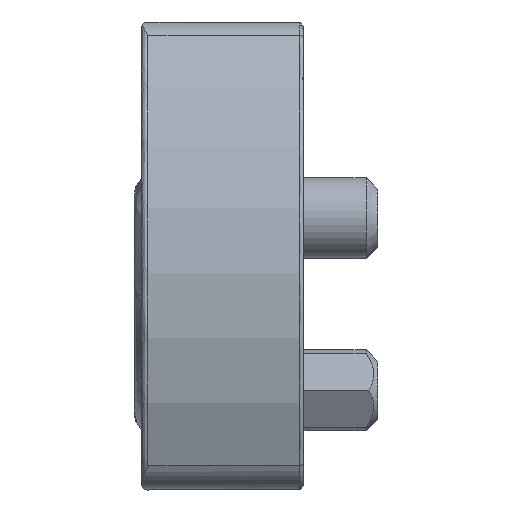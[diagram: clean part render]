
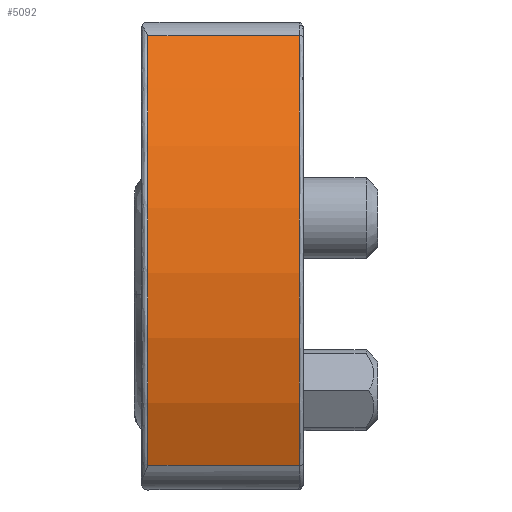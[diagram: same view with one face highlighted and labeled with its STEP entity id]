
A CAD part, left-side view. The second image highlights one B-rep face of the part: STEP entity #5092.
In plain terms, the highlighted cylindrical face has radius 7.367 mm (diameter 14.733 mm), a partial arc.
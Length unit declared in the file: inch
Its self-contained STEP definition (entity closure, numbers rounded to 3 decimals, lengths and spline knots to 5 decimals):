
#5092 = ADVANCED_FACE ( 'NONE', ( #30592 ), #30601, .T. ) ;
#10151 = ORIENTED_EDGE ( 'NONE', *, *, #41402, .F. ) ;
#10174 = ORIENTED_EDGE ( 'NONE', *, *, #41330, .T. ) ;
#10186 = ORIENTED_EDGE ( 'NONE', *, *, #41367, .T. ) ;
#10228 = ORIENTED_EDGE ( 'NONE', *, *, #41344, .T. ) ;
#13670 = CIRCLE ( 'NONE', #30223, 0.29002 ) ;
#13694 = LINE ( 'NONE', #39401, #13695 ) ;
#13695 = VECTOR ( 'NONE', #39402, 39.37008 ) ;
#13711 = LINE ( 'NONE', #39510, #13713 ) ;
#13713 = VECTOR ( 'NONE', #39517, 39.37008 ) ;
#13755 = CIRCLE ( 'NONE', #30243, 0.29002 ) ;
#15066 = VERTEX_POINT ( 'NONE', #35898 ) ;
#15213 = VERTEX_POINT ( 'NONE', #36156 ) ;
#15229 = VERTEX_POINT ( 'NONE', #36186 ) ;
#15231 = VERTEX_POINT ( 'NONE', #36190 ) ;
#26434 = EDGE_LOOP ( 'NONE', ( #10228, #10151, #10186, #10174 ) ) ;
#30223 = AXIS2_PLACEMENT_3D ( 'NONE', #39357, #39358, #39359 ) ;
#30243 = AXIS2_PLACEMENT_3D ( 'NONE', #39670, #39671, #39672 ) ;
#30592 = FACE_OUTER_BOUND ( 'NONE', #26434, .T. ) ;
#30601 = CYLINDRICAL_SURFACE ( 'NONE', #31397, 0.29002 ) ;
#31397 = AXIS2_PLACEMENT_3D ( 'NONE', #37759, #37747, #37768 ) ;
#35898 = CARTESIAN_POINT ( 'NONE',  ( -2.32449, -0.115, -0.00981 ) ) ;
#36156 = CARTESIAN_POINT ( 'NONE',  ( -2.3753, -0.115, -0.32211 ) ) ;
#36186 = CARTESIAN_POINT ( 'NONE',  ( -2.3753, -0.005, -0.32211 ) ) ;
#36190 = CARTESIAN_POINT ( 'NONE',  ( -2.32449, -0.005, -0.00981 ) ) ;
#37747 = DIRECTION ( 'NONE',  ( 0., -1., 0. ) ) ;
#37759 = CARTESIAN_POINT ( 'NONE',  ( -2.10998, -0.18936, -0.205 ) ) ;
#37768 = DIRECTION ( 'NONE',  ( 0., 0., -1. ) ) ;
#39357 = CARTESIAN_POINT ( 'NONE',  ( -2.10998, -0.115, -0.205 ) ) ;
#39358 = DIRECTION ( 'NONE',  ( 0., 1., 0. ) ) ;
#39359 = DIRECTION ( 'NONE',  ( 0., 0., -1. ) ) ;
#39401 = CARTESIAN_POINT ( 'NONE',  ( -2.32449, -0.18936, -0.00981 ) ) ;
#39402 = DIRECTION ( 'NONE',  ( 0., 1., 0. ) ) ;
#39510 = CARTESIAN_POINT ( 'NONE',  ( -2.3753, -0.18936, -0.32211 ) ) ;
#39517 = DIRECTION ( 'NONE',  ( 0., -1., 0. ) ) ;
#39670 = CARTESIAN_POINT ( 'NONE',  ( -2.10998, -0.005, -0.205 ) ) ;
#39671 = DIRECTION ( 'NONE',  ( 0., 1., 0. ) ) ;
#39672 = DIRECTION ( 'NONE',  ( 0., 0., -1. ) ) ;
#41330 = EDGE_CURVE ( 'NONE', #15213, #15066, #13670, .T. ) ;
#41344 = EDGE_CURVE ( 'NONE', #15066, #15231, #13694, .T. ) ;
#41367 = EDGE_CURVE ( 'NONE', #15229, #15213, #13711, .T. ) ;
#41402 = EDGE_CURVE ( 'NONE', #15229, #15231, #13755, .T. ) ;
